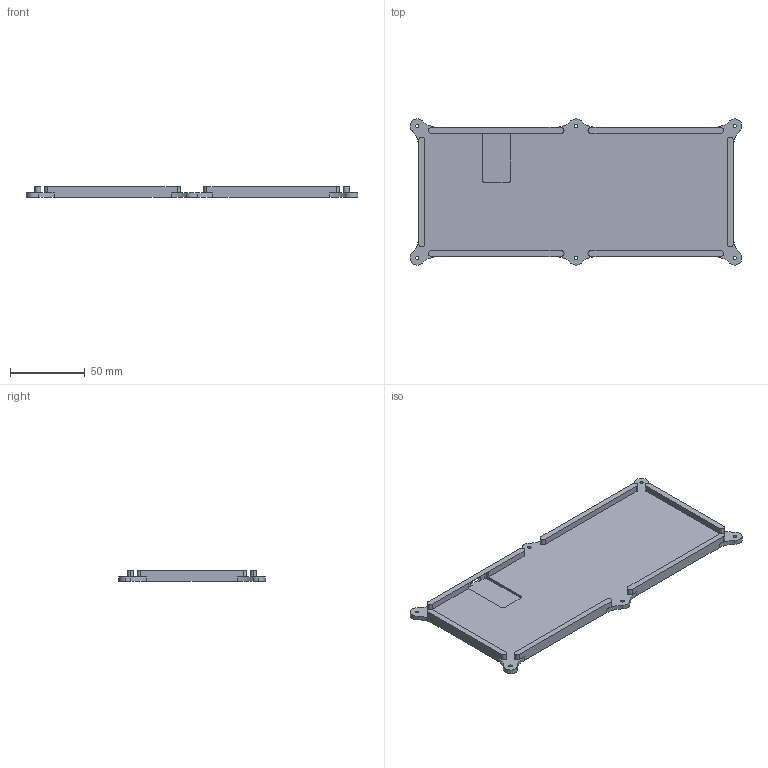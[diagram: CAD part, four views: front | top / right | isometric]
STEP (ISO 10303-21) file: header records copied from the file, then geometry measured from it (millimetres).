
FILE_DESCRIPTION(('HOOPS Exchange Step'),'2;1');
FILE_NAME('temp_export','2024-06-02T22:10:37+20:00',('jscotto'),('Shapr3D Limited'),'HOOPS Exchange 2024.2','Shapr3D','Authorized');
FILE_SCHEMA( ('AUTOMOTIVE_DESIGN { 1 0 10303 214 1 1 1 1 }') );
Length unit declared in the file: millimetre
Products named in the file (1): Bottom (4mm Gasket - Blank)
Bounding box: 221.51 x 97.68 x 7.2 mm (x, y, z)
Volume: 62811.3 mm3; surface area: 43726.4 mm2
Topology: 1 solids, 1 shells, 83 faces, 238 edges, 156 vertices
Faces by surface type: cylinder 49, plane 28, cone 6
Full cylindrical faces by diameter (mm): 2.2 x6
Entity records: 2800 total; most frequent: DIRECTION 506, CARTESIAN_POINT 482, ORIENTED_EDGE 476, EDGE_CURVE 238, AXIS2_PLACEMENT_3D 186, VERTEX_POINT 156, VECTOR 134, LINE 134
